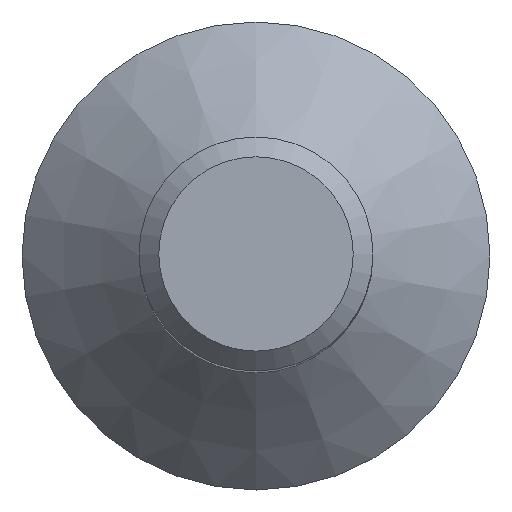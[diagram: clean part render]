
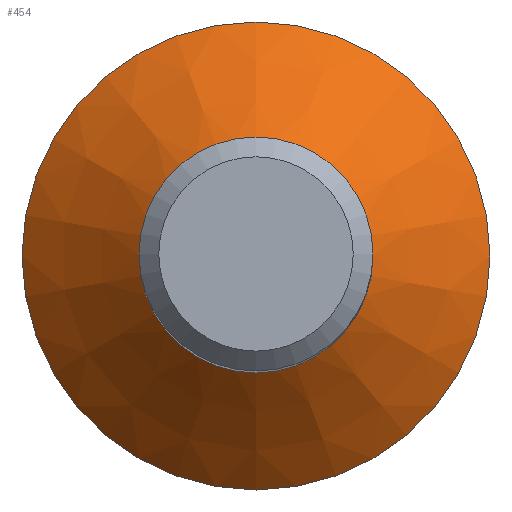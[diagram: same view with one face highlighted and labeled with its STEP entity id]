
A CAD part, top view. The second image highlights one B-rep face of the part: STEP entity #454.
In plain terms, the highlighted conical face has half-angle 45 degrees and reference radius 6 mm.
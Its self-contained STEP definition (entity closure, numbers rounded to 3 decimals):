
#18 = CARTESIAN_POINT ( 'NONE',  ( 0., -8., -4. ) ) ;
#21 = DIRECTION ( 'NONE',  ( 0., -1., 0. ) ) ;
#26 = CARTESIAN_POINT ( 'NONE',  ( 0., -4., 0. ) ) ;
#47 = CIRCLE ( 'NONE', #264, 4. ) ;
#65 = DIRECTION ( 'NONE',  ( 0., 0., -1. ) ) ;
#69 = CARTESIAN_POINT ( 'NONE',  ( 0., 0., -4. ) ) ;
#90 = DIRECTION ( 'NONE',  ( 0., -1., 0. ) ) ;
#98 = EDGE_LOOP ( 'NONE', ( #229 ) ) ;
#108 = DIRECTION ( 'NONE',  ( 0., 0., 1. ) ) ;
#123 = CARTESIAN_POINT ( 'NONE',  ( 0., 0., 0. ) ) ;
#135 = EDGE_LOOP ( 'NONE', ( #367 ) ) ;
#141 = AXIS2_PLACEMENT_3D ( 'NONE', #69, #108, #245 ) ;
#180 = EDGE_CURVE ( 'NONE', #411, #411, #322, .T. ) ;
#197 = DIRECTION ( 'NONE',  ( 0., 0., 1. ) ) ;
#229 = ORIENTED_EDGE ( 'NONE', *, *, #359, .F. ) ;
#245 = DIRECTION ( 'NONE',  ( 0., -1., 0. ) ) ;
#264 = AXIS2_PLACEMENT_3D ( 'NONE', #123, #197, #90 ) ;
#265 = CONICAL_SURFACE ( 'NONE', #378, 6., 0.785 ) ;
#322 = CIRCLE ( 'NONE', #141, 8. ) ;
#333 = CARTESIAN_POINT ( 'NONE',  ( 0., 0., -2. ) ) ;
#341 = FACE_BOUND ( 'NONE', #98, .T. ) ;
#359 = EDGE_CURVE ( 'NONE', #441, #441, #47, .T. ) ;
#367 = ORIENTED_EDGE ( 'NONE', *, *, #180, .T. ) ;
#378 = AXIS2_PLACEMENT_3D ( 'NONE', #333, #65, #21 ) ;
#409 = FACE_OUTER_BOUND ( 'NONE', #135, .T. ) ;
#411 = VERTEX_POINT ( 'NONE', #18 ) ;
#441 = VERTEX_POINT ( 'NONE', #26 ) ;
#454 = ADVANCED_FACE ( 'NONE', ( #409, #341 ), #265, .T. ) ;
